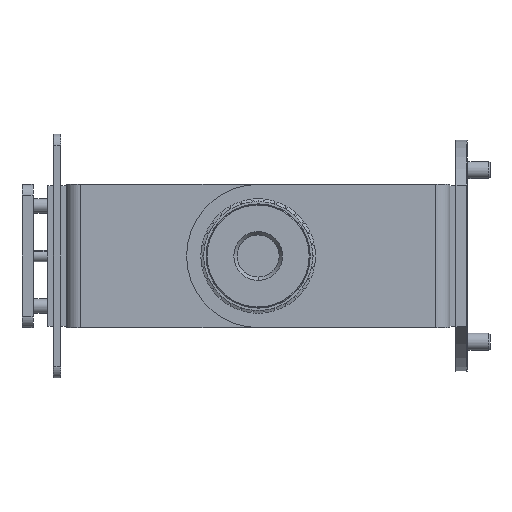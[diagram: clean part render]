
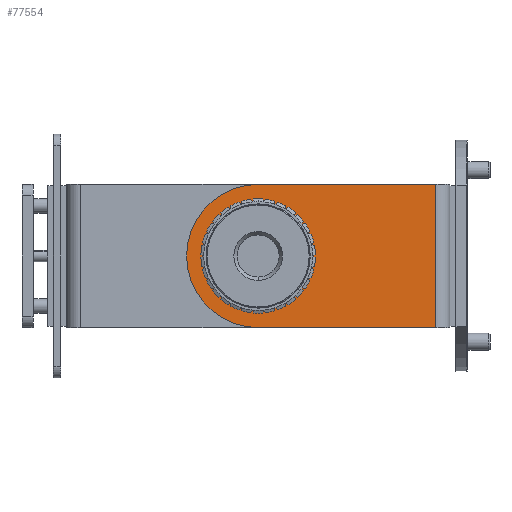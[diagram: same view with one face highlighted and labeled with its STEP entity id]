
A CAD part, left-side view. The second image highlights one B-rep face of the part: STEP entity #77554.
In plain terms, the highlighted planar face has unit normal (-1, 0, 0).
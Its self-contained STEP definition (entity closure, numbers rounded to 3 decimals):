
#118 = VERTEX_POINT ( 'NONE', #39966 ) ;
#342 = EDGE_CURVE ( 'NONE', #78582, #118, #78024, .T. ) ;
#525 = VERTEX_POINT ( 'NONE', #78536 ) ;
#611 = EDGE_CURVE ( 'NONE', #525, #4728, #78743, .T. ) ;
#947 = ORIENTED_EDGE ( 'NONE', *, *, #6804, .T. ) ;
#972 = ORIENTED_EDGE ( 'NONE', *, *, #611, .T. ) ;
#1054 = EDGE_CURVE ( 'NONE', #525, #1090, #79778, .T. ) ;
#1077 = ORIENTED_EDGE ( 'NONE', *, *, #1054, .F. ) ;
#1090 = VERTEX_POINT ( 'NONE', #79858 ) ;
#1094 = EDGE_CURVE ( 'NONE', #77643, #1090, #79856, .T. ) ;
#1115 = ORIENTED_EDGE ( 'NONE', *, *, #1094, .T. ) ;
#4728 = VERTEX_POINT ( 'NONE', #81543 ) ;
#6463 = ORIENTED_EDGE ( 'NONE', *, *, #342, .T. ) ;
#6473 = EDGE_LOOP ( 'NONE', ( #10600, #1115, #1077, #972, #947 ) ) ;
#6775 = ORIENTED_EDGE ( 'NONE', *, *, #77505, .T. ) ;
#6804 = EDGE_CURVE ( 'NONE', #4728, #8492, #81884, .T. ) ;
#8492 = VERTEX_POINT ( 'NONE', #82134 ) ;
#10600 = ORIENTED_EDGE ( 'NONE', *, *, #77633, .T. ) ;
#39966 = CARTESIAN_POINT ( 'NONE',  ( -44.5, 67., -3.25 ) ) ;
#72106 = DIRECTION ( 'NONE',  ( 0., 1., 0. ) ) ;
#72107 = DIRECTION ( 'NONE',  ( 1., 0., 0. ) ) ;
#72108 = CARTESIAN_POINT ( 'NONE',  ( -44.5, 67., 0. ) ) ;
#72109 = AXIS2_PLACEMENT_3D ( 'NONE', #72108, #72107, #72106 ) ;
#72110 = CIRCLE ( 'NONE', #72109, 3.25 ) ;
#72237 = DIRECTION ( 'NONE',  ( 0., 1., 0. ) ) ;
#72238 = DIRECTION ( 'NONE',  ( 1., 0., 0. ) ) ;
#72239 = CARTESIAN_POINT ( 'NONE',  ( -44.5, 92., 25. ) ) ;
#72240 = AXIS2_PLACEMENT_3D ( 'NONE', #72239, #72238, #72237 ) ;
#72241 = PLANE ( 'NONE',  #72240 ) ;
#72242 = FACE_OUTER_BOUND ( 'NONE', #6473, .T. ) ;
#72244 = FACE_BOUND ( 'NONE', #77346, .T. ) ;
#72527 = CARTESIAN_POINT ( 'NONE',  ( -44.5, 5., -25. ) ) ;
#72534 = DIRECTION ( 'NONE',  ( 0., -1., 0. ) ) ;
#72535 = VECTOR ( 'NONE', #72534, 1000. ) ;
#72536 = CARTESIAN_POINT ( 'NONE',  ( -44.5, 92., -25. ) ) ;
#72537 = LINE ( 'NONE', #72536, #72535 ) ;
#72946 = CARTESIAN_POINT ( 'NONE',  ( -44.5, 67., 3.25 ) ) ;
#77346 = EDGE_LOOP ( 'NONE', ( #6775, #6463 ) ) ;
#77505 = EDGE_CURVE ( 'NONE', #118, #78582, #72110, .T. ) ;
#77554 = ADVANCED_FACE ( 'NONE', ( #72244, #72242 ), #72241, .F. ) ;
#77633 = EDGE_CURVE ( 'NONE', #8492, #77643, #72537, .T. ) ;
#77643 = VERTEX_POINT ( 'NONE', #72527 ) ;
#78019 = DIRECTION ( 'NONE',  ( 0., 1., 0. ) ) ;
#78021 = DIRECTION ( 'NONE',  ( 1., 0., 0. ) ) ;
#78022 = CARTESIAN_POINT ( 'NONE',  ( -44.5, 67., 0. ) ) ;
#78023 = AXIS2_PLACEMENT_3D ( 'NONE', #78022, #78021, #78019 ) ;
#78024 = CIRCLE ( 'NONE', #78023, 3.25 ) ;
#78536 = CARTESIAN_POINT ( 'NONE',  ( -44.5, 67., 25. ) ) ;
#78582 = VERTEX_POINT ( 'NONE', #72946 ) ;
#78739 = DIRECTION ( 'NONE',  ( 0., 1., 0. ) ) ;
#78740 = DIRECTION ( 'NONE',  ( -1., 0., 0. ) ) ;
#78741 = CARTESIAN_POINT ( 'NONE',  ( -44.5, 67., 0. ) ) ;
#78742 = AXIS2_PLACEMENT_3D ( 'NONE', #78741, #78740, #78739 ) ;
#78743 = CIRCLE ( 'NONE', #78742, 25. ) ;
#79775 = DIRECTION ( 'NONE',  ( 0., -1., 0. ) ) ;
#79776 = VECTOR ( 'NONE', #79775, 1000. ) ;
#79777 = CARTESIAN_POINT ( 'NONE',  ( -44.5, 92., 25. ) ) ;
#79778 = LINE ( 'NONE', #79777, #79776 ) ;
#79853 = DIRECTION ( 'NONE',  ( 0., 0., 1. ) ) ;
#79854 = VECTOR ( 'NONE', #79853, 1000. ) ;
#79855 = CARTESIAN_POINT ( 'NONE',  ( -44.5, 5., -25. ) ) ;
#79856 = LINE ( 'NONE', #79855, #79854 ) ;
#79858 = CARTESIAN_POINT ( 'NONE',  ( -44.5, 5., 25. ) ) ;
#81543 = CARTESIAN_POINT ( 'NONE',  ( -44.5, 92., 0. ) ) ;
#81880 = DIRECTION ( 'NONE',  ( 0., 1., 0. ) ) ;
#81881 = DIRECTION ( 'NONE',  ( -1., 0., 0. ) ) ;
#81882 = CARTESIAN_POINT ( 'NONE',  ( -44.5, 67., 0. ) ) ;
#81883 = AXIS2_PLACEMENT_3D ( 'NONE', #81882, #81881, #81880 ) ;
#81884 = CIRCLE ( 'NONE', #81883, 25. ) ;
#82134 = CARTESIAN_POINT ( 'NONE',  ( -44.5, 67., -25. ) ) ;
